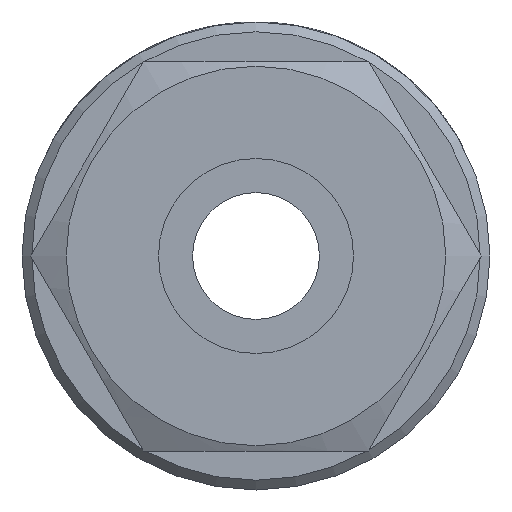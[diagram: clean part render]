
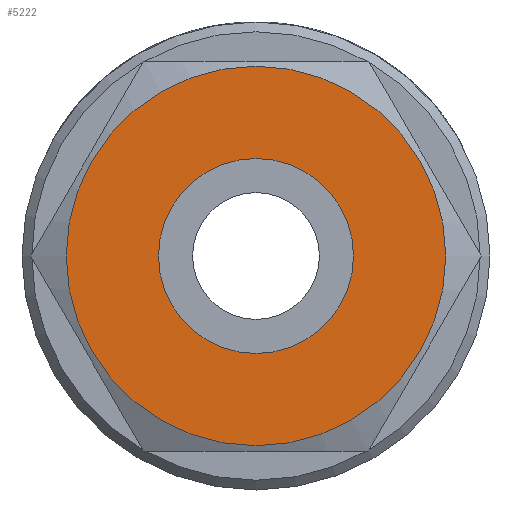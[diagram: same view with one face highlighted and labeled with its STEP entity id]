
A CAD part, front view. The second image highlights one B-rep face of the part: STEP entity #5222.
In plain terms, the highlighted planar face has unit normal (0, -1, 0).
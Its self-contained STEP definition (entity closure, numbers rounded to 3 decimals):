
#87=PLANE('',#5645);
#1696=ORIENTED_EDGE('',*,*,#3224,.F.);
#1697=ORIENTED_EDGE('',*,*,#3225,.F.);
#3224=EDGE_CURVE('',#3984,#3984,#4338,.T.);
#3225=EDGE_CURVE('',#3985,#3985,#4339,.T.);
#3984=VERTEX_POINT('',#8418);
#3985=VERTEX_POINT('',#8420);
#4338=CIRCLE('',#5646,2.5);
#4339=CIRCLE('',#5647,4.866);
#4424=EDGE_LOOP('',(#1696));
#4425=EDGE_LOOP('',(#1697));
#4820=FACE_BOUND('',#4424,.T.);
#4821=FACE_BOUND('',#4425,.T.);
#5222=ADVANCED_FACE('',(#4820,#4821),#87,.T.);
#5645=AXIS2_PLACEMENT_3D('',#8416,#6217,#6218);
#5646=AXIS2_PLACEMENT_3D('',#8417,#6219,#6220);
#5647=AXIS2_PLACEMENT_3D('',#8419,#6221,#6222);
#6217=DIRECTION('',(0.,-1.,0.));
#6218=DIRECTION('',(0.,0.,-1.));
#6219=DIRECTION('',(0.,-1.,0.));
#6220=DIRECTION('',(1.,0.,0.));
#6221=DIRECTION('',(0.,1.,0.));
#6222=DIRECTION('',(-1.,0.,0.));
#8416=CARTESIAN_POINT('',(0.,0.,0.));
#8417=CARTESIAN_POINT('',(0.,0.,0.));
#8418=CARTESIAN_POINT('',(2.5,0.,0.));
#8419=CARTESIAN_POINT('',(0.,0.,0.));
#8420=CARTESIAN_POINT('',(-4.866,0.,0.));
